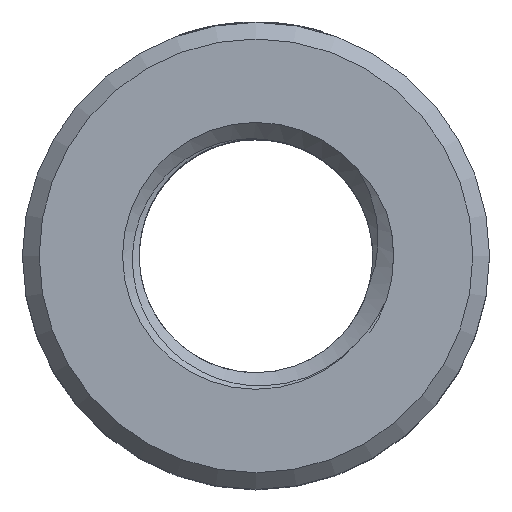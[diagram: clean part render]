
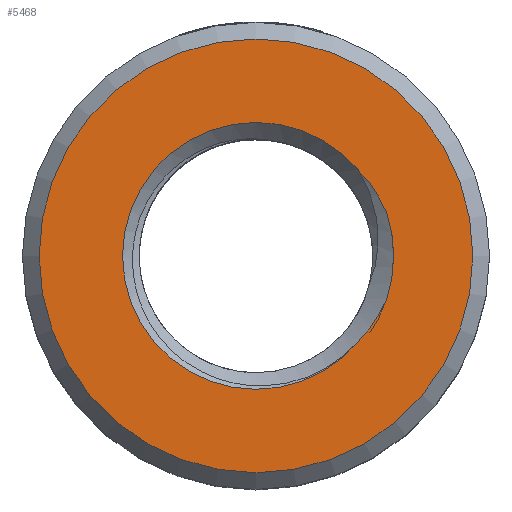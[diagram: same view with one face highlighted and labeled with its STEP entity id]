
A CAD part, top view. The second image highlights one B-rep face of the part: STEP entity #5468.
In plain terms, the highlighted planar face has unit normal (0, 0, 1).
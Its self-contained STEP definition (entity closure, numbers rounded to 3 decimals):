
#164=PLANE('',#5916);
#307=FACE_BOUND('',#991,.T.);
#654=FACE_OUTER_BOUND('',#990,.T.);
#990=EDGE_LOOP('',(#3995));
#991=EDGE_LOOP('',(#3996,#3997,#3998,#3999));
#1288=CIRCLE('',#5795,1.65);
#1292=CIRCLE('',#5811,2.6);
#1357=CIRCLE('',#5910,1.6);
#1361=CIRCLE('',#5917,1.618);
#1362=CIRCLE('',#5918,1.618);
#2250=VERTEX_POINT('',#7745);
#2251=VERTEX_POINT('',#7753);
#2278=VERTEX_POINT('',#8510);
#2495=VERTEX_POINT('',#9508);
#2496=VERTEX_POINT('',#9509);
#2833=EDGE_CURVE('',#2251,#2250,#1288,.T.);
#2871=EDGE_CURVE('',#2278,#2278,#1292,.T.);
#3093=EDGE_CURVE('',#2495,#2496,#1357,.T.);
#3101=EDGE_CURVE('',#2496,#2251,#1361,.T.);
#3102=EDGE_CURVE('',#2250,#2495,#1362,.T.);
#3995=ORIENTED_EDGE('',*,*,#2871,.T.);
#3996=ORIENTED_EDGE('',*,*,#3093,.T.);
#3997=ORIENTED_EDGE('',*,*,#3101,.T.);
#3998=ORIENTED_EDGE('',*,*,#2833,.T.);
#3999=ORIENTED_EDGE('',*,*,#3102,.T.);
#5468=ADVANCED_FACE('',(#654,#307),#164,.T.);
#5795=AXIS2_PLACEMENT_3D('',#7754,#6249,#6250);
#5811=AXIS2_PLACEMENT_3D('',#8512,#6293,#6294);
#5910=AXIS2_PLACEMENT_3D('',#9510,#6539,#6540);
#5916=AXIS2_PLACEMENT_3D('',#9588,#6551,#6552);
#5917=AXIS2_PLACEMENT_3D('',#9589,#6553,#6554);
#5918=AXIS2_PLACEMENT_3D('',#9590,#6555,#6556);
#6249=DIRECTION('center_axis',(0.,0.,-1.));
#6250=DIRECTION('ref_axis',(1.,0.,0.));
#6293=DIRECTION('center_axis',(0.,0.,1.));
#6294=DIRECTION('ref_axis',(0.,1.,0.));
#6539=DIRECTION('center_axis',(0.,0.,-1.));
#6540=DIRECTION('ref_axis',(0.,1.,0.));
#6551=DIRECTION('center_axis',(0.,0.,1.));
#6552=DIRECTION('ref_axis',(0.,1.,0.));
#6553=DIRECTION('center_axis',(0.,0.,
-1.));
#6554=DIRECTION('ref_axis',(0.921,0.391,0.));
#6555=DIRECTION('center_axis',(0.,0.,
-1.));
#6556=DIRECTION('ref_axis',(0.71,-0.704,0.));
#7745=CARTESIAN_POINT('',(1.575,-0.525,4.1));
#7753=CARTESIAN_POINT('',(1.575,0.52,4.1));
#7754=CARTESIAN_POINT('Origin',(0.01,-0.002,
4.1));
#8510=CARTESIAN_POINT('',(0.01,2.598,4.1));
#8512=CARTESIAN_POINT('Origin',(0.01,-0.002,4.1));
#9508=CARTESIAN_POINT('',(1.235,-1.032,4.1));
#9509=CARTESIAN_POINT('',(1.235,1.028,4.1));
#9510=CARTESIAN_POINT('Origin',(0.01,-0.002,4.1));
#9588=CARTESIAN_POINT('Origin',(0.01,-0.002,4.1));
#9589=CARTESIAN_POINT('Origin',(0.086,-0.112,4.1));
#9590=CARTESIAN_POINT('Origin',(0.086,0.107,4.1));
